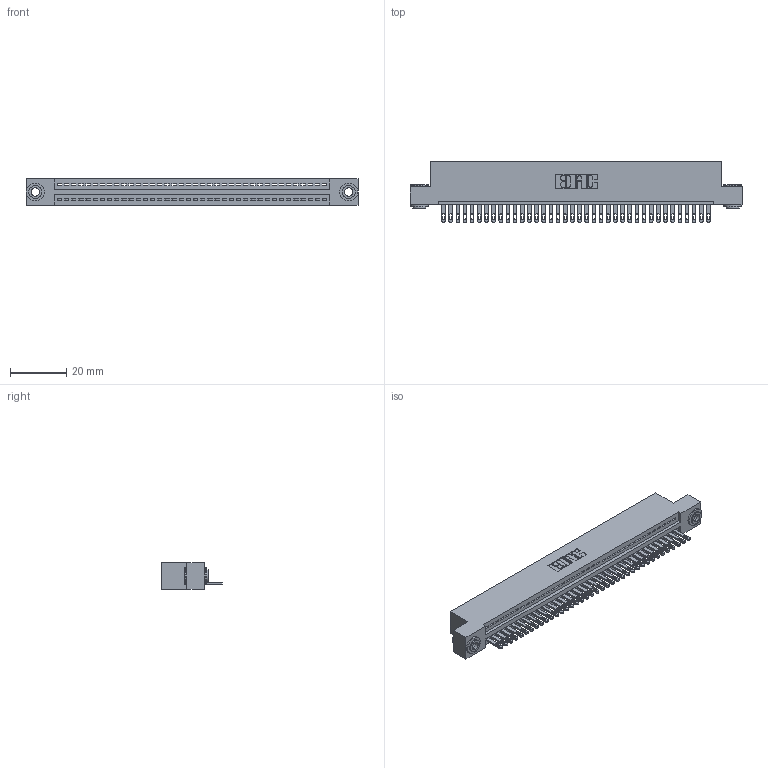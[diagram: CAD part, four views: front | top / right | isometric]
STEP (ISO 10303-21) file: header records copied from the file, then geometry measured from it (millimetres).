
FILE_DESCRIPTION (( 'STEP AP203' ), '1' );
FILE_NAME ('345-038-500-103.STEP', '2019-10-08T02:33:26', ( '' ), ( '' ), 'SwSTEP 2.0', 'SolidWorks 2016', '' );
FILE_SCHEMA (( 'CONFIG_CONTROL_DESIGN' ));
Length unit declared in the file: inch
Products named in the file (4): 345-292-001_345-293-100; 345 Part_Flush Mounting Lugs - 0.156 Dia-TH; 345-038-500-103; 345-250-002_345-250-002-102
Assembly tree (41 placements, depth 2):
  345-038-500-103
    345 Part_Flush Mounting Lugs - 0.156 Dia-TH
    345-292-001_345-293-100  x38
    345-250-002_345-250-002-102  x2
Bounding box: 117.73 x 21.51 x 9.4 mm (x, y, z)
Volume: 11192.2 mm3; surface area: 15118.8 mm2
Topology: 41 solids, 41 shells, 2216 faces, 6801 edges, 4530 vertices
Faces by surface type: plane 1382, cylinder 826, cone 8
Entity records: 29718 total; most frequent: CARTESIAN_POINT 5125, ORIENTED_EDGE 5090, DIRECTION 4515, EDGE_CURVE 2545, VECTOR 2233, LINE 2233, VERTEX_POINT 1694, AXIS2_PLACEMENT_3D 1141
